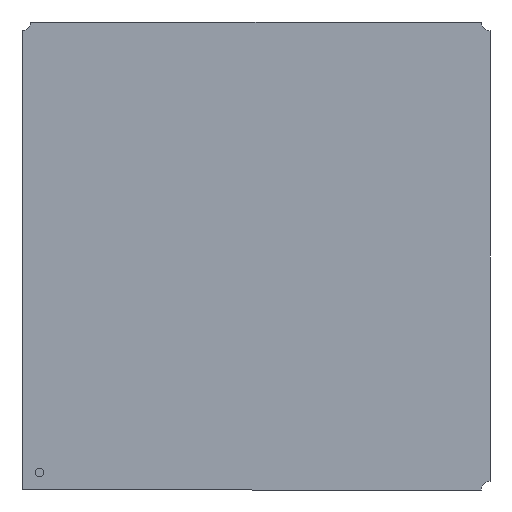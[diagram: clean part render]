
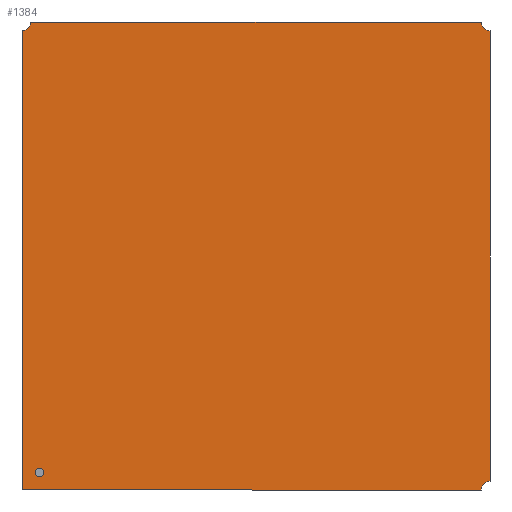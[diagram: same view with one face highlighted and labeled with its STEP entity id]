
A CAD part, front view. The second image highlights one B-rep face of the part: STEP entity #1384.
In plain terms, the highlighted planar face has unit normal (0, -1, 0).
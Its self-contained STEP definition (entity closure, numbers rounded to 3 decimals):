
#86 = EDGE_CURVE ( 'NONE', #5717, #8182, #1293, .T. ) ;
#223 = EDGE_CURVE ( 'NONE', #6645, #555, #6582, .T. ) ;
#232 = DIRECTION ( 'NONE',  ( 0., -1., 0. ) ) ;
#245 = CARTESIAN_POINT ( 'NONE',  ( -12.5, 0.01, -12.25 ) ) ;
#418 = CARTESIAN_POINT ( 'NONE',  ( 0., 0.01, 0. ) ) ;
#450 = AXIS2_PLACEMENT_3D ( 'NONE', #4332, #232, #5006 ) ;
#555 = VERTEX_POINT ( 'NONE', #2961 ) ;
#664 = VERTEX_POINT ( 'NONE', #4460 ) ;
#709 = LINE ( 'NONE', #2599, #7708 ) ;
#1095 = CIRCLE ( 'NONE', #1436, 0.25 ) ;
#1293 = LINE ( 'NONE', #5600, #4907 ) ;
#1382 = VECTOR ( 'NONE', #4856, 1000. ) ;
#1384 = ADVANCED_FACE ( 'NONE', ( #5971, #7760 ), #1803, .T. ) ;
#1436 = AXIS2_PLACEMENT_3D ( 'NONE', #7273, #3223, #7947 ) ;
#1486 = CARTESIAN_POINT ( 'NONE',  ( 13.5, 0.01, 13.5 ) ) ;
#1489 = CIRCLE ( 'NONE', #7119, 0.5 ) ;
#1501 = EDGE_CURVE ( 'NONE', #664, #8234, #1095, .T. ) ;
#1676 = VECTOR ( 'NONE', #2949, 1000. ) ;
#1729 = ORIENTED_EDGE ( 'NONE', *, *, #86, .T. ) ;
#1734 = AXIS2_PLACEMENT_3D ( 'NONE', #2939, #7649, #3621 ) ;
#1803 = PLANE ( 'NONE',  #1988 ) ;
#1896 = LINE ( 'NONE', #8349, #1676 ) ;
#1988 = AXIS2_PLACEMENT_3D ( 'NONE', #418, #7214, #3163 ) ;
#2599 = CARTESIAN_POINT ( 'NONE',  ( -13.5, 0.01, 13.5 ) ) ;
#2668 = ORIENTED_EDGE ( 'NONE', *, *, #8398, .T. ) ;
#2939 = CARTESIAN_POINT ( 'NONE',  ( -13.5, 0.01, 13.5 ) ) ;
#2949 = DIRECTION ( 'NONE',  ( 1., 0., 0. ) ) ;
#2961 = CARTESIAN_POINT ( 'NONE',  ( 13.5, 0.01, 13. ) ) ;
#3126 = DIRECTION ( 'NONE',  ( 0., 1., 0. ) ) ;
#3163 = DIRECTION ( 'NONE',  ( 0., 0., -1. ) ) ;
#3223 = DIRECTION ( 'NONE',  ( 0., -1., 0. ) ) ;
#3309 = CARTESIAN_POINT ( 'NONE',  ( 13.5, 0.01, -13. ) ) ;
#3435 = EDGE_CURVE ( 'NONE', #8234, #664, #5775, .T. ) ;
#3561 = DIRECTION ( 'NONE',  ( 0., 0., -1. ) ) ;
#3621 = DIRECTION ( 'NONE',  ( 0., 0., -1. ) ) ;
#3695 = CARTESIAN_POINT ( 'NONE',  ( -13.5, 0.01, 13. ) ) ;
#3873 = ORIENTED_EDGE ( 'NONE', *, *, #7720, .T. ) ;
#4074 = DIRECTION ( 'NONE',  ( 0., 1., 0. ) ) ;
#4085 = ORIENTED_EDGE ( 'NONE', *, *, #3435, .F. ) ;
#4332 = CARTESIAN_POINT ( 'NONE',  ( -12.5, 0.01, -12.5 ) ) ;
#4460 = CARTESIAN_POINT ( 'NONE',  ( -12.5, 0.01, -12.75 ) ) ;
#4473 = CIRCLE ( 'NONE', #1734, 0.5 ) ;
#4606 = EDGE_LOOP ( 'NONE', ( #3873, #8533, #7871, #6692, #2668, #6302, #1729 ) ) ;
#4856 = DIRECTION ( 'NONE',  ( 0., 0., 1. ) ) ;
#4907 = VECTOR ( 'NONE', #3561, 1000. ) ;
#5006 = DIRECTION ( 'NONE',  ( 0., 0., -1. ) ) ;
#5317 = EDGE_CURVE ( 'NONE', #7247, #6645, #6493, .T. ) ;
#5600 = CARTESIAN_POINT ( 'NONE',  ( -13.5, 0.01, 13.5 ) ) ;
#5667 = CARTESIAN_POINT ( 'NONE',  ( 13., 0.01, 13.5 ) ) ;
#5717 = VERTEX_POINT ( 'NONE', #3695 ) ;
#5725 = CARTESIAN_POINT ( 'NONE',  ( -13., 0.01, 13.5 ) ) ;
#5775 = CIRCLE ( 'NONE', #450, 0.25 ) ;
#5856 = EDGE_CURVE ( 'NONE', #555, #7762, #1489, .T. ) ;
#5888 = EDGE_LOOP ( 'NONE', ( #7667, #4085 ) ) ;
#5971 = FACE_BOUND ( 'NONE', #5888, .T. ) ;
#6302 = ORIENTED_EDGE ( 'NONE', *, *, #6786, .T. ) ;
#6493 = CIRCLE ( 'NONE', #8037, 0.5 ) ;
#6582 = LINE ( 'NONE', #1486, #1382 ) ;
#6645 = VERTEX_POINT ( 'NONE', #3309 ) ;
#6692 = ORIENTED_EDGE ( 'NONE', *, *, #5856, .T. ) ;
#6786 = EDGE_CURVE ( 'NONE', #7784, #5717, #4473, .T. ) ;
#7119 = AXIS2_PLACEMENT_3D ( 'NONE', #7175, #3126, #7837 ) ;
#7175 = CARTESIAN_POINT ( 'NONE',  ( 13.5, 0.01, 13.5 ) ) ;
#7214 = DIRECTION ( 'NONE',  ( 0., -1., 0. ) ) ;
#7247 = VERTEX_POINT ( 'NONE', #7766 ) ;
#7273 = CARTESIAN_POINT ( 'NONE',  ( -12.5, 0.01, -12.5 ) ) ;
#7647 = CARTESIAN_POINT ( 'NONE',  ( -13.5, 0.01, -13.5 ) ) ;
#7649 = DIRECTION ( 'NONE',  ( 0., 1., 0. ) ) ;
#7667 = ORIENTED_EDGE ( 'NONE', *, *, #1501, .F. ) ;
#7708 = VECTOR ( 'NONE', #8678, 1000. ) ;
#7720 = EDGE_CURVE ( 'NONE', #8182, #7247, #1896, .T. ) ;
#7760 = FACE_OUTER_BOUND ( 'NONE', #4606, .T. ) ;
#7762 = VERTEX_POINT ( 'NONE', #5667 ) ;
#7766 = CARTESIAN_POINT ( 'NONE',  ( 13., 0.01, -13.5 ) ) ;
#7784 = VERTEX_POINT ( 'NONE', #5725 ) ;
#7837 = DIRECTION ( 'NONE',  ( 0., 0., -1. ) ) ;
#7871 = ORIENTED_EDGE ( 'NONE', *, *, #223, .T. ) ;
#7947 = DIRECTION ( 'NONE',  ( 0., 0., -1. ) ) ;
#8037 = AXIS2_PLACEMENT_3D ( 'NONE', #8101, #4074, #8784 ) ;
#8101 = CARTESIAN_POINT ( 'NONE',  ( 13.5, 0.01, -13.5 ) ) ;
#8182 = VERTEX_POINT ( 'NONE', #7647 ) ;
#8234 = VERTEX_POINT ( 'NONE', #245 ) ;
#8349 = CARTESIAN_POINT ( 'NONE',  ( -13.5, 0.01, -13.5 ) ) ;
#8398 = EDGE_CURVE ( 'NONE', #7762, #7784, #709, .T. ) ;
#8533 = ORIENTED_EDGE ( 'NONE', *, *, #5317, .T. ) ;
#8678 = DIRECTION ( 'NONE',  ( -1., 0., 0. ) ) ;
#8784 = DIRECTION ( 'NONE',  ( 0., 0., -1. ) ) ;
